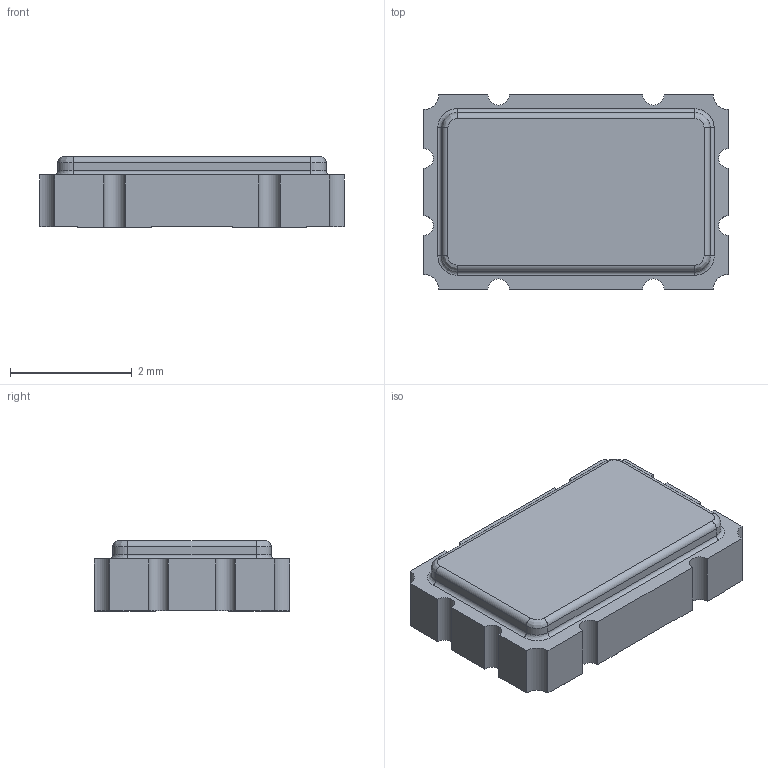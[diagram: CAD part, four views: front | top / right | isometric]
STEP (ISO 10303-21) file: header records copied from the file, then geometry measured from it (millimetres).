
FILE_DESCRIPTION (( 'STEP AP214' ), '1' );
FILE_NAME ('84ABE378-A676-4470-9122-E0BFD7092B2C.STEP', '2024-09-21T11:13:38', ( '' ), ( '' ), 'SwSTEP 2.0', 'SolidWorks 2022', '' );
FILE_SCHEMA (( 'AUTOMOTIVE_DESIGN' ));
Length unit declared in the file: millimetre
Products named in the file (1): 84ABE378-A676-4470-9122-E0BFD7092B2C
Bounding box: 5 x 3.2 x 1.16 mm (x, y, z)
Volume: 16.6 mm3; surface area: 49.1 mm2
Topology: 1 solids, 1 shells, 70 faces, 185 edges, 118 vertices
Faces by surface type: plane 36, cylinder 26, bspline 8
Entity records: 2902 total; most frequent: CARTESIAN_POINT 518, ORIENTED_EDGE 370, DIRECTION 355, EDGE_CURVE 185, VECTOR 125, LINE 125, VERTEX_POINT 118, AXIS2_PLACEMENT_3D 115
